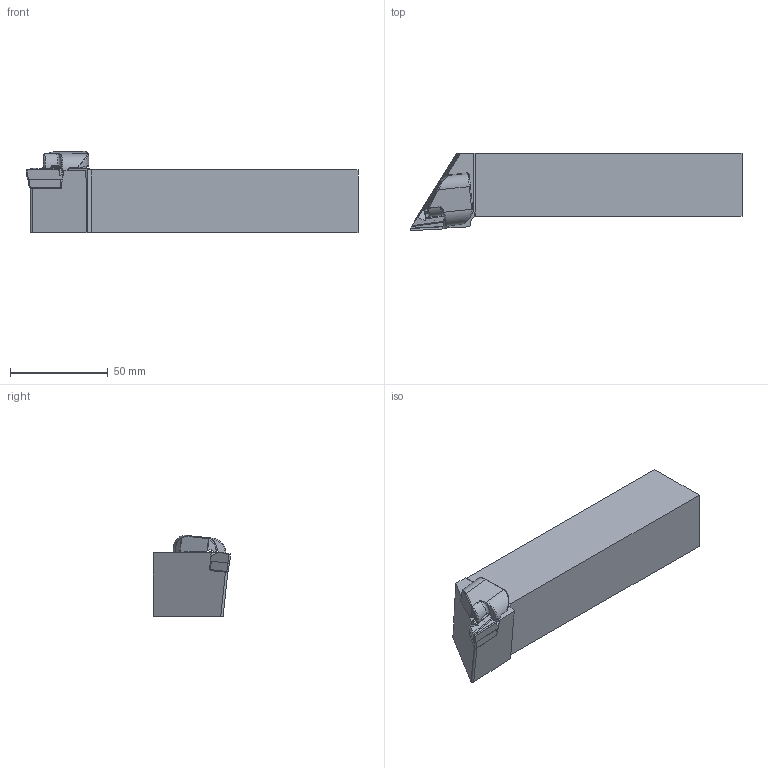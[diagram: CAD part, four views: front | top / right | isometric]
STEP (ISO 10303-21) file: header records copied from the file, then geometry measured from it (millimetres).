
FILE_DESCRIPTION (( 'STEP AP214' ), '1' );
FILE_NAME ('CKJNR-3232-P16-LIGHT.STEP', '2023-10-27T08:23:53', ( '' ), ( '' ), 'SwSTEP 2.0', 'SolidWorks 2018', '' );
FILE_SCHEMA (( 'AUTOMOTIVE_DESIGN' ));
Length unit declared in the file: millimetre
Products named in the file (1): CKJNR-3232-P16-LIGHT
Bounding box: 169.55 x 39.45 x 41.47 mm (x, y, z)
Volume: 165936.1 mm3; surface area: 24831.3 mm2
Topology: 2 solids, 3 shells, 157 faces, 414 edges, 258 vertices
Faces by surface type: plane 85, cylinder 41, bspline 21, cone 8, torus 2
Entity records: 9017 total; most frequent: CARTESIAN_POINT 3706, ORIENTED_EDGE 820, DIRECTION 630, EDGE_CURVE 410, VERTEX_POINT 258, VECTOR 248, LINE 248, AXIS2_PLACEMENT_3D 191
